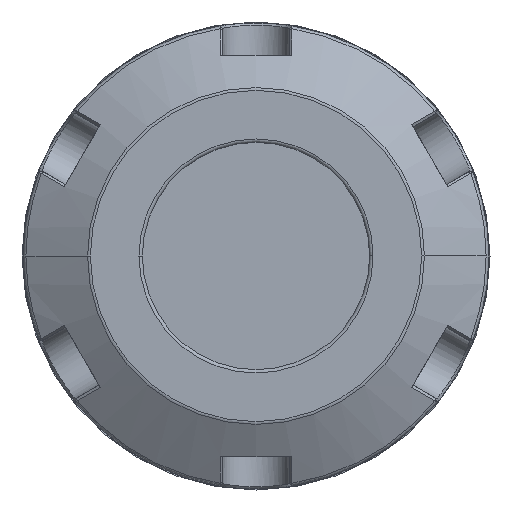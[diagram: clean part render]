
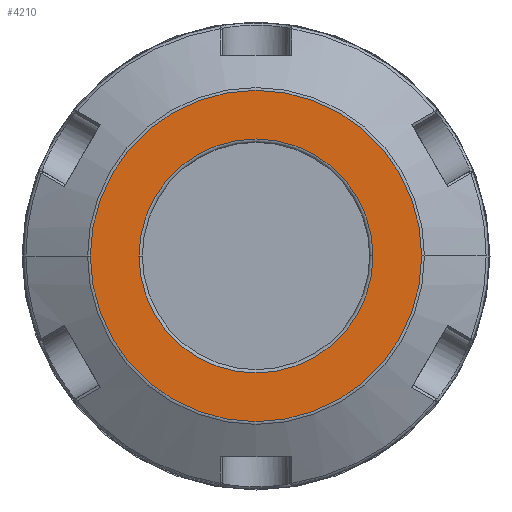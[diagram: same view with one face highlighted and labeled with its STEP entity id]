
A CAD part, front view. The second image highlights one B-rep face of the part: STEP entity #4210.
In plain terms, the highlighted planar face has unit normal (0, -1, 0).
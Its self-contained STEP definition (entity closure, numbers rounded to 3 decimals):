
#58=CARTESIAN_POINT('',(0.,-12.,0.));
#59=DIRECTION('',(0.,1.,0.));
#60=DIRECTION('',(-1.,0.,0.));
#61=AXIS2_PLACEMENT_3D('',#58,#59,#60);
#63=CARTESIAN_POINT('',(0.,-12.,0.));
#64=DIRECTION('',(0.,1.,0.));
#65=DIRECTION('',(1.,0.,0.));
#66=AXIS2_PLACEMENT_3D('',#63,#64,#65);
#73=CARTESIAN_POINT('',(0.,-12.,0.));
#74=DIRECTION('',(0.,1.,0.));
#75=DIRECTION('',(-1.,0.,0.));
#76=AXIS2_PLACEMENT_3D('',#73,#74,#75);
#329=CARTESIAN_POINT('',(0.,-12.,0.));
#330=DIRECTION('',(0.,1.,0.));
#331=DIRECTION('',(1.,0.,0.));
#332=AXIS2_PLACEMENT_3D('',#329,#330,#331);
#3618=CARTESIAN_POINT('',(-14.866,-12.,0.));
#3619=CARTESIAN_POINT('',(14.866,-12.,0.));
#3620=VERTEX_POINT('',#3618);
#3621=VERTEX_POINT('',#3619);
#3644=CARTESIAN_POINT('',(-10.5,-12.,0.));
#3645=CARTESIAN_POINT('',(10.5,-12.,0.));
#3646=VERTEX_POINT('',#3644);
#3647=VERTEX_POINT('',#3645);
#4194=CARTESIAN_POINT('',(0.,-12.,0.));
#4195=DIRECTION('',(0.,-1.,0.));
#4196=DIRECTION('',(-1.,0.,0.));
#4197=AXIS2_PLACEMENT_3D('',#4194,#4195,#4196);
#4198=PLANE('',#4197);
#4200=ORIENTED_EDGE('',*,*,#4199,.T.);
#4202=ORIENTED_EDGE('',*,*,#4201,.T.);
#4203=EDGE_LOOP('',(#4200,#4202));
#4204=FACE_OUTER_BOUND('',#4203,.F.);
#4206=ORIENTED_EDGE('',*,*,#4205,.F.);
#4207=ORIENTED_EDGE('',*,*,#4184,.F.);
#4208=EDGE_LOOP('',(#4206,#4207));
#4209=FACE_BOUND('',#4208,.F.);
#4210=ADVANCED_FACE('',(#4204,#4209),#4198,.T.);
#62=CIRCLE('',#61,10.5);
#67=CIRCLE('',#66,10.5);
#77=CIRCLE('',#76,14.866);
#333=CIRCLE('',#332,14.866);
#4184=EDGE_CURVE('',#3647,#3646,#67,.T.);
#4199=EDGE_CURVE('',#3620,#3621,#77,.T.);
#4201=EDGE_CURVE('',#3621,#3620,#333,.T.);
#4205=EDGE_CURVE('',#3646,#3647,#62,.T.);
